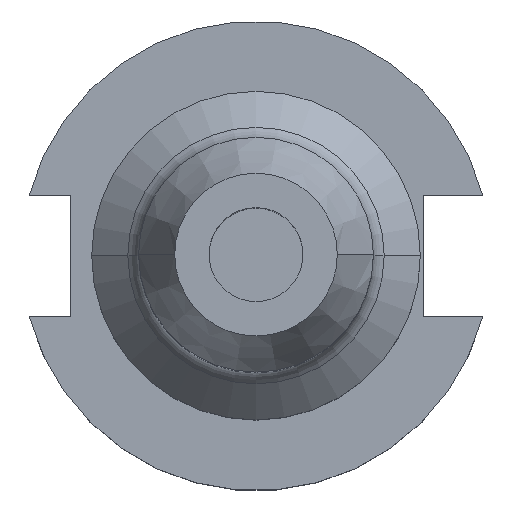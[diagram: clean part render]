
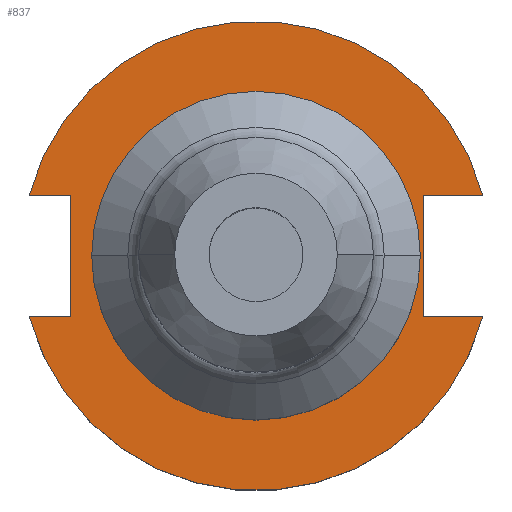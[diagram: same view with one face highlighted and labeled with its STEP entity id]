
A CAD part, top view. The second image highlights one B-rep face of the part: STEP entity #837.
In plain terms, the highlighted planar face has unit normal (0, 0, 1).
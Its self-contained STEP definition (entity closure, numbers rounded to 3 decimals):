
#22 = DIRECTION ( 'NONE',  ( 1., 0., 0. ) ) ;
#27 = CARTESIAN_POINT ( 'NONE',  ( -22.225, 0., 19.05 ) ) ;
#88 = AXIS2_PLACEMENT_3D ( 'NONE', #1442, #455, #197 ) ;
#125 = LINE ( 'NONE', #394, #1052 ) ;
#127 = VERTEX_POINT ( 'NONE', #754 ) ;
#139 = VECTOR ( 'NONE', #528, 1000. ) ;
#157 = CARTESIAN_POINT ( 'NONE',  ( 22.225, 0., 19.05 ) ) ;
#181 = ORIENTED_EDGE ( 'NONE', *, *, #434, .F. ) ;
#189 = ORIENTED_EDGE ( 'NONE', *, *, #856, .F. ) ;
#197 = DIRECTION ( 'NONE',  ( 1., 0., 0. ) ) ;
#203 = EDGE_CURVE ( 'NONE', #1228, #744, #229, .T. ) ;
#214 = EDGE_CURVE ( 'NONE', #1498, #687, #1340, .T. ) ;
#227 = EDGE_LOOP ( 'NONE', ( #918, #189, #548, #181, #766, #1045, #988, #1388 ) ) ;
#229 = LINE ( 'NONE', #1385, #810 ) ;
#346 = DIRECTION ( 'NONE',  ( 0., 0., 1. ) ) ;
#379 = VERTEX_POINT ( 'NONE', #552 ) ;
#394 = CARTESIAN_POINT ( 'NONE',  ( -61.091, -8.191, 19.05 ) ) ;
#412 = FACE_OUTER_BOUND ( 'NONE', #227, .T. ) ;
#428 = CARTESIAN_POINT ( 'NONE',  ( 0., 8.191, 19.05 ) ) ;
#434 = EDGE_CURVE ( 'NONE', #1078, #127, #524, .T. ) ;
#455 = DIRECTION ( 'NONE',  ( 0., 0., 1. ) ) ;
#469 = CARTESIAN_POINT ( 'NONE',  ( -25.091, 8.191, 19.05 ) ) ;
#524 = LINE ( 'NONE', #1430, #677 ) ;
#528 = DIRECTION ( 'NONE',  ( -1., 0., 0. ) ) ;
#548 = ORIENTED_EDGE ( 'NONE', *, *, #1364, .T. ) ;
#552 = CARTESIAN_POINT ( 'NONE',  ( -30.675, -8.191, 19.05 ) ) ;
#578 = CARTESIAN_POINT ( 'NONE',  ( 30.675, 8.191, 19.05 ) ) ;
#584 = CARTESIAN_POINT ( 'NONE',  ( 0., 22.225, 19.05 ) ) ;
#592 = CARTESIAN_POINT ( 'NONE',  ( 0., 0., 19.05 ) ) ;
#614 = DIRECTION ( 'NONE',  ( 1., 0., 0. ) ) ;
#641 = CARTESIAN_POINT ( 'NONE',  ( 22.606, -8.191, 19.05 ) ) ;
#645 = DIRECTION ( 'NONE',  ( 0., 1., 0. ) ) ;
#677 = VECTOR ( 'NONE', #1437, 1000. ) ;
#687 = VERTEX_POINT ( 'NONE', #27 ) ;
#712 = AXIS2_PLACEMENT_3D ( 'NONE', #592, #346, #1466 ) ;
#719 = DIRECTION ( 'NONE',  ( 0., 0., 1. ) ) ;
#744 = VERTEX_POINT ( 'NONE', #469 ) ;
#754 = CARTESIAN_POINT ( 'NONE',  ( 30.675, -8.191, 19.05 ) ) ;
#763 = DIRECTION ( 'NONE',  ( 0., 0., 1. ) ) ;
#766 = ORIENTED_EDGE ( 'NONE', *, *, #860, .T. ) ;
#769 = CIRCLE ( 'NONE', #88, 31.75 ) ;
#810 = VECTOR ( 'NONE', #614, 1000. ) ;
#829 = ORIENTED_EDGE ( 'NONE', *, *, #214, .F. ) ;
#830 = CIRCLE ( 'NONE', #712, 22.225 ) ;
#831 = EDGE_CURVE ( 'NONE', #687, #1498, #830, .T. ) ;
#837 = ADVANCED_FACE ( 'NONE', ( #1625, #412 ), #1333, .F. ) ;
#843 = VERTEX_POINT ( 'NONE', #578 ) ;
#856 = EDGE_CURVE ( 'NONE', #379, #859, #125, .T. ) ;
#859 = VERTEX_POINT ( 'NONE', #1386 ) ;
#860 = EDGE_CURVE ( 'NONE', #1078, #1536, #1359, .T. ) ;
#868 = LINE ( 'NONE', #1076, #1567 ) ;
#918 = ORIENTED_EDGE ( 'NONE', *, *, #1232, .T. ) ;
#945 = DIRECTION ( 'NONE',  ( 0., -1., 0. ) ) ;
#984 = CARTESIAN_POINT ( 'NONE',  ( 0., 0., 19.05 ) ) ;
#988 = ORIENTED_EDGE ( 'NONE', *, *, #1314, .T. ) ;
#1014 = VECTOR ( 'NONE', #645, 1000. ) ;
#1023 = AXIS2_PLACEMENT_3D ( 'NONE', #584, #1091, #1584 ) ;
#1045 = ORIENTED_EDGE ( 'NONE', *, *, #1610, .F. ) ;
#1052 = VECTOR ( 'NONE', #1269, 1000. ) ;
#1076 = CARTESIAN_POINT ( 'NONE',  ( -25.091, 8.191, 19.05 ) ) ;
#1078 = VERTEX_POINT ( 'NONE', #641 ) ;
#1086 = ORIENTED_EDGE ( 'NONE', *, *, #831, .F. ) ;
#1091 = DIRECTION ( 'NONE',  ( 0., 0., -1. ) ) ;
#1093 = DIRECTION ( 'NONE',  ( 1., 0., 0. ) ) ;
#1158 = CIRCLE ( 'NONE', #1199, 31.75 ) ;
#1178 = CARTESIAN_POINT ( 'NONE',  ( -30.675, 8.191, 19.05 ) ) ;
#1199 = AXIS2_PLACEMENT_3D ( 'NONE', #984, #719, #1093 ) ;
#1228 = VERTEX_POINT ( 'NONE', #1178 ) ;
#1232 = EDGE_CURVE ( 'NONE', #744, #859, #868, .T. ) ;
#1269 = DIRECTION ( 'NONE',  ( 1., 0., 0. ) ) ;
#1314 = EDGE_CURVE ( 'NONE', #843, #1228, #769, .T. ) ;
#1333 = PLANE ( 'NONE',  #1023 ) ;
#1340 = CIRCLE ( 'NONE', #1575, 22.225 ) ;
#1346 = CARTESIAN_POINT ( 'NONE',  ( 22.606, 22.225, 19.05 ) ) ;
#1359 = LINE ( 'NONE', #1346, #1014 ) ;
#1364 = EDGE_CURVE ( 'NONE', #379, #127, #1158, .T. ) ;
#1385 = CARTESIAN_POINT ( 'NONE',  ( -61.091, 8.191, 19.05 ) ) ;
#1386 = CARTESIAN_POINT ( 'NONE',  ( -25.091, -8.191, 19.05 ) ) ;
#1388 = ORIENTED_EDGE ( 'NONE', *, *, #203, .T. ) ;
#1401 = CARTESIAN_POINT ( 'NONE',  ( 22.606, 8.191, 19.05 ) ) ;
#1420 = EDGE_LOOP ( 'NONE', ( #829, #1086 ) ) ;
#1430 = CARTESIAN_POINT ( 'NONE',  ( 0., -8.191, 19.05 ) ) ;
#1437 = DIRECTION ( 'NONE',  ( 1., 0., 0. ) ) ;
#1442 = CARTESIAN_POINT ( 'NONE',  ( 0., 0., 19.05 ) ) ;
#1466 = DIRECTION ( 'NONE',  ( 1., 0., 0. ) ) ;
#1498 = VERTEX_POINT ( 'NONE', #157 ) ;
#1507 = LINE ( 'NONE', #428, #139 ) ;
#1509 = CARTESIAN_POINT ( 'NONE',  ( 0., 0., 19.05 ) ) ;
#1536 = VERTEX_POINT ( 'NONE', #1401 ) ;
#1567 = VECTOR ( 'NONE', #945, 1000. ) ;
#1575 = AXIS2_PLACEMENT_3D ( 'NONE', #1509, #763, #22 ) ;
#1584 = DIRECTION ( 'NONE',  ( -1., 0., 0. ) ) ;
#1610 = EDGE_CURVE ( 'NONE', #843, #1536, #1507, .T. ) ;
#1625 = FACE_BOUND ( 'NONE', #1420, .T. ) ;
